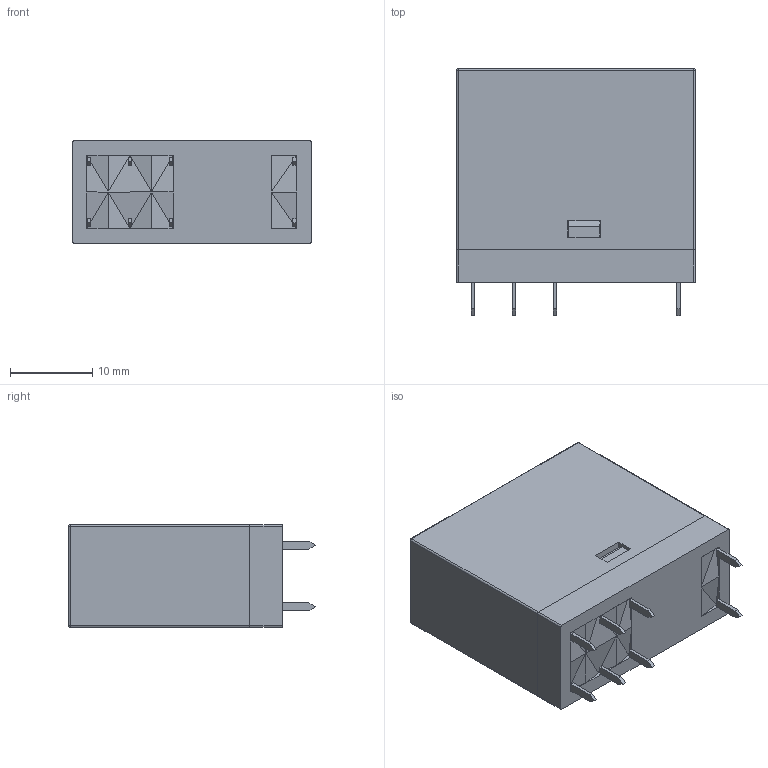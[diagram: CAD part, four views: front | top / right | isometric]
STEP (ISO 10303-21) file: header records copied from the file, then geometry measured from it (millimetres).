
FILE_DESCRIPTION (( 'STEP AP214' ), '1' );
FILE_NAME ('MR-2xx.STEP', '2020-07-01T03:00:10', ( 'Æåíÿ' ), ( '' ), 'SwSTEP 2.0', 'SolidWorks 2016', '' );
FILE_SCHEMA (( 'AUTOMOTIVE_DESIGN' ));
Length unit declared in the file: millimetre
Products named in the file (1): MR-2xx
Bounding box: 29 x 30 x 12.5 mm (x, y, z)
Volume: 4273.9 mm3; surface area: 6154 mm2
Topology: 10 solids, 10 shells, 149 faces, 332 edges, 202 vertices
Faces by surface type: plane 129, cylinder 16, sphere 4
Entity records: 4739 total; most frequent: CARTESIAN_POINT 680, DIRECTION 660, ORIENTED_EDGE 656, EDGE_CURVE 328, LINE 296, VECTOR 296, VERTEX_POINT 202, AXIS2_PLACEMENT_3D 182
